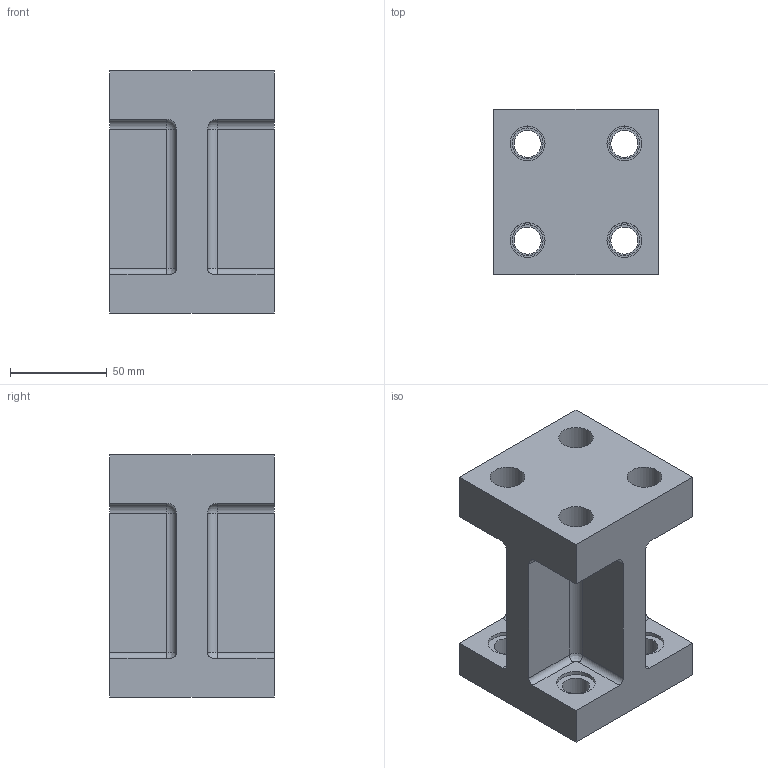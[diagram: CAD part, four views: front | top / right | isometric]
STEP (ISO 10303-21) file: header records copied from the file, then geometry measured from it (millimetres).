
FILE_DESCRIPTION( ( 'Unknown' ), '1' );
FILE_NAME( 'BP35-085085-0125-12.stp', 'Unknown', ( 'S.C.H' ), ( 'Unknown' ), 'XStep 1.0', 'Unknown', ' ' );
FILE_SCHEMA( ( 'CONFIG_CONTROL_DESIGN' ) );
Length unit declared in the file: millimetre
Products named in the file (1): 1
Bounding box: 85 x 85 x 125 mm (x, y, z)
Volume: 488532.5 mm3; surface area: 71150.6 mm2
Topology: 1 solids, 1 shells, 74 faces, 184 edges, 116 vertices
Faces by surface type: cylinder 36, plane 30, sphere 4, bspline 4
Full cylindrical faces by diameter (mm): 14 x4, 16 x4, 18 x4, 20 x4
Entity records: 2152 total; most frequent: CARTESIAN_POINT 399, DIRECTION 374, ORIENTED_EDGE 312, EDGE_CURVE 156, AXIS2_PLACEMENT_3D 147, EDGE_LOOP 114, VERTEX_POINT 108, FACE_OUTER_BOUND 90
